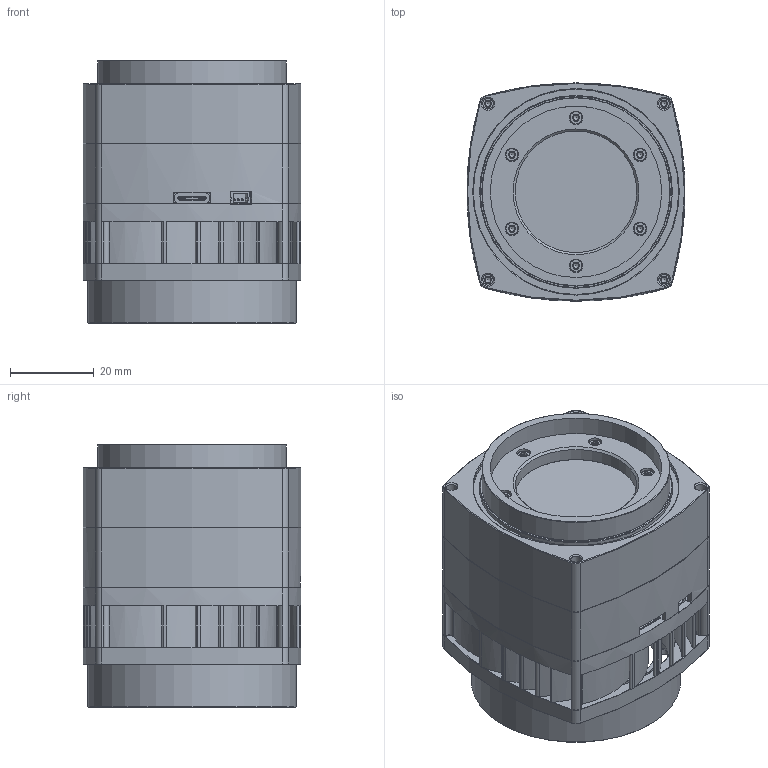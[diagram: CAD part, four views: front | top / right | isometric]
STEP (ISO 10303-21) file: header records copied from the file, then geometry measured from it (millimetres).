
FILE_DESCRIPTION(/* description */ (''),/* implementation_level */ '2;1');
FILE_NAME(/* name */ 'ASSMEBLY-CM5130-stepAp214.stp',/* time_stamp */ '2018-06-26T14:01:02+02:00',/* author */ (''),/* organization */ (''),/* preprocessor_version */ 'ST-DEVELOPER v16',/* originating_system */ 'SIEMENS PLM Software NX 11.0',/* authorisation */ '');
FILE_SCHEMA (('AUTOMOTIVE_DESIGN { 1 0 10303 214 3 1 1 1 }'));
Products named in the file (16): SM03B-SRSS-TB_step; 1054500101_stp; MECH-MJ805-FIL-GLASS; SCREW-M1.6X12-TX; SCREW-M1.6X20-TX; SCREW-M1.6X3-TX; MECH-MJ805-M42; MECH-MJ805-RING; PCA-MAIN-CM5130; GSENSE5130-SINGLE; PCA-SENSORBOARD-CM5130; MECH-CM5130-FF; MECH-CM5130-FT; MECH-CM5130-HD; MECH-CM5130-FH; ASSMEBLY-CM5130
Assembly tree (26 placements, depth 2):
  ASSMEBLY-CM5130
    MECH-CM5130-FH
    MECH-CM5130-HD
    MECH-CM5130-FT
    MECH-CM5130-FF
    PCA-SENSORBOARD-CM5130
    GSENSE5130-SINGLE
    PCA-MAIN-CM5130
    MECH-MJ805-RING
    MECH-MJ805-M42
    SCREW-M1.6X3-TX  x6
    SCREW-M1.6X20-TX  x4
    SCREW-M1.6X12-TX  x4
    MECH-MJ805-FIL-GLASS
    1054500101_stp
    SM03B-SRSS-TB_step
Bounding box: 51.99 x 51.99 x 62.7 mm (x, y, z)
Volume: 55284.5 mm3; surface area: 68970.7 mm2
Topology: 27 solids, 27 shells, 2516 faces, 6021 edges, 3857 vertices
Faces by surface type: plane 1008, cylinder 987, cone 355, bspline 155, torus 6, sphere 4, extrusion 1
Full cylindrical faces by diameter (mm): 0.3 x249, 0.5 x1, 1.3 x22, 1.5 x1, 1.6 x40, 2 x4, 2.5 x4, 2.94 x4, 2.95 x14, 3.2 x10, 3.6 x1, 18 x1, 28 x1, 29 x1, 30 x2, 30.1 x1, 30.5 x1, 33.5 x1, 37.5 x1, 40.9 x1, 45 x1, 46 x1, 47.8 x1, 49 x1, 49.85 x1
Entity records: 72762 total; most frequent: CARTESIAN_POINT 16453, DIRECTION 10949, ORIENTED_EDGE 9930, EDGE_CURVE 4965, AXIS2_PLACEMENT_3D 4313, VERTEX_POINT 3439, EDGE_LOOP 3148, VECTOR 2323
